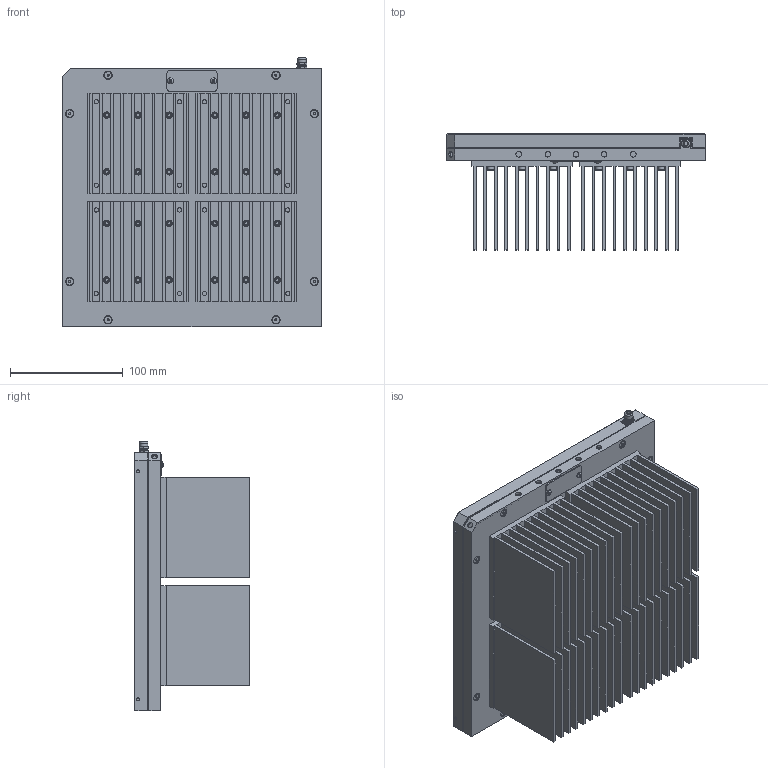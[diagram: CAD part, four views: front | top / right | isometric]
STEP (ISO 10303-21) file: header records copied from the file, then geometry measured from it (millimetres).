
FILE_DESCRIPTION (( 'STEP AP214' ), '1' );
FILE_NAME ('QE195LP-H-MB.STEP', '2024-11-25T12:30:02', ( '' ), ( '' ), 'SwSTEP 2.0', 'SolidWorks 2024', '' );
FILE_SCHEMA (( 'AUTOMOTIVE_DESIGN' ));
Length unit declared in the file: millimetre
Products named in the file (1): QE195LP-H-MB
Bounding box: 229 x 102.7 x 238.91 mm (x, y, z)
Volume: 946386.2 mm3; surface area: 876053.8 mm2
Topology: 44 solids, 44 shells, 1079 faces, 2349 edges, 1417 vertices
Faces by surface type: plane 600, cone 297, cylinder 173, torus 7, sphere 2
Full cylindrical faces by diameter (mm): 2.261 x2, 2.705 x31, 2.845 x2, 3.175 x2, 3.302 x2, 3.505 x24, 3.797 x16, 3.9 x24, 4.877 x2, 5 x3, 5.105 x4, 5.74 x24, 6.096 x1, 6.477 x8, 7.405 x2, 195 x1, 200 x1
Entity records: 40553 total; most frequent: CARTESIAN_POINT 5957, DIRECTION 4634, ORIENTED_EDGE 4064, EDGE_CURVE 2032, AXIS2_PLACEMENT_3D 1750, EDGE_LOOP 1577, VERTEX_POINT 1337, FACE_OUTER_BOUND 1237
